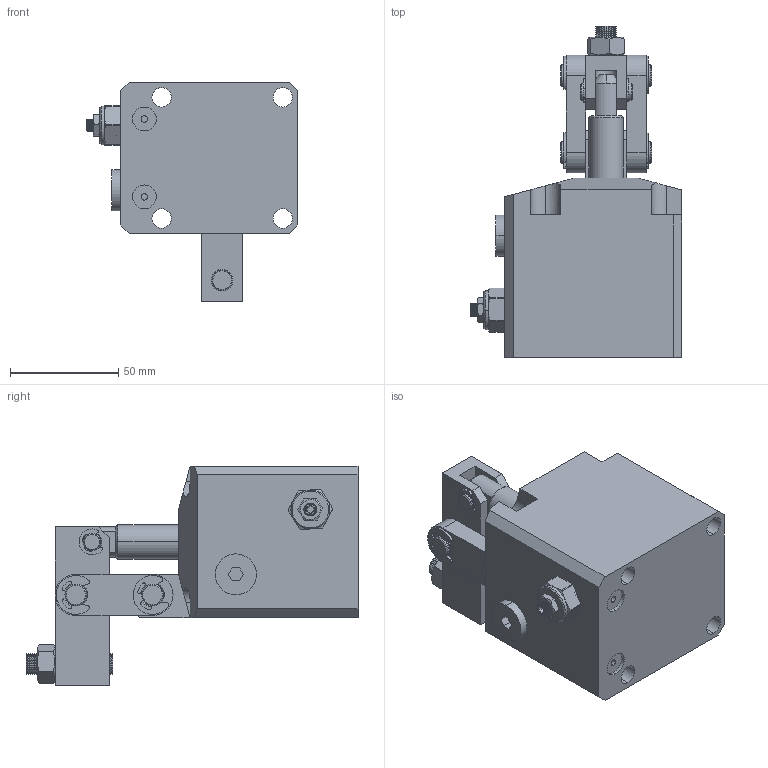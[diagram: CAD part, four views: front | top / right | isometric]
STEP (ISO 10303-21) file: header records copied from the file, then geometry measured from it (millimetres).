
FILE_DESCRIPTION (( 'STEP AP214' ), '1' );
FILE_NAME ('CBLU-45CL杠杆式油压缸三维图.STEP', '2019-04-29T00:47:26', ( '' ), ( '' ), 'SwSTEP 2.0', 'SolidWorks 2016', '' );
FILE_SCHEMA (( 'AUTOMOTIVE_DESIGN' ));
Length unit declared in the file: millimetre
Products named in the file (15): 湮諶; 苤粟; 酗种粣_1; 傻种粣_1; 45揤啣_1; 蟀裝_1; 錨璃3_1; 45L掛极_1_1; CBLU-45CL杠杆式油压缸三维图; hex thin nuts-grades ab-chamfered gb(GB_FASTENER_NUT_STNAB M6-S); 20覃厒裝; 20概极; 囀鞠褒黑芛郔陔1-4; 蹟邡M10_1; 蹟譫
Assembly tree (20 placements, depth 2):
  CBLU-45CL杠杆式油压缸三维图
    45L掛极_1_1
    錨璃3_1
    蟀裝_1  x2
    45揤啣_1
    傻种粣_1
    酗种粣_1  x2
    苤粟  x2
    湮諶  x4
    蹟譫
    蹟邡M10_1
    囀鞠褒黑芛郔陔1-4
    20概极
    20覃厒裝
    hex thin nuts-grades ab-chamfered gb(GB_FASTENER_NUT_STNAB M6-S)
Bounding box: 97.9 x 153.5 x 101.5 mm (x, y, z)
Volume: 457476.1 mm3; surface area: 92974.3 mm2
Topology: 22 solids, 22 shells, 995 faces, 2455 edges, 1526 vertices
Faces by surface type: cylinder 390, cone 289, plane 214, bspline 102
Entity records: 33260 total; most frequent: CARTESIAN_POINT 13216, ORIENTED_EDGE 4244, DIRECTION 3857, EDGE_CURVE 2122, AXIS2_PLACEMENT_3D 1501, VERTEX_POINT 1312, EDGE_LOOP 934, ADVANCED_FACE 866
